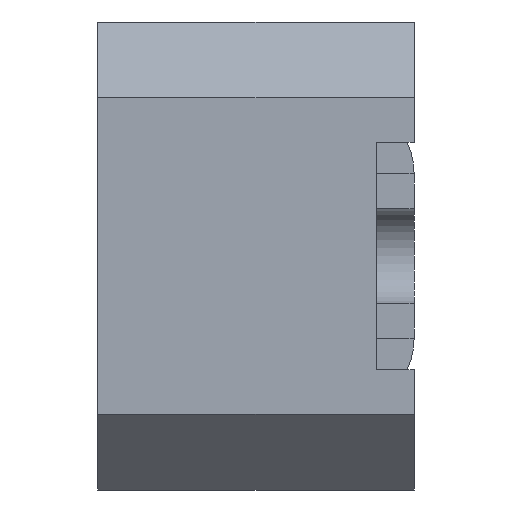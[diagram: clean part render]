
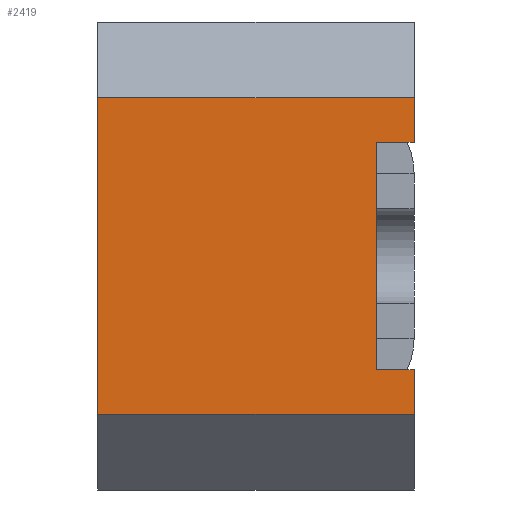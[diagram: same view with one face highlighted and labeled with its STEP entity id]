
A CAD part, left-side view. The second image highlights one B-rep face of the part: STEP entity #2419.
In plain terms, the highlighted planar face has unit normal (-1, 0, 0).
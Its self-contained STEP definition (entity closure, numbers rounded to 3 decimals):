
#155 = LINE ( 'NONE', #1088, #4469 ) ;
#156 = EDGE_CURVE ( 'NONE', #1921, #318, #4231, .T. ) ;
#193 = LINE ( 'NONE', #663, #2455 ) ;
#220 = LINE ( 'NONE', #4970, #3556 ) ;
#289 = DIRECTION ( 'NONE',  ( 0., -1., 0. ) ) ;
#318 = VERTEX_POINT ( 'NONE', #1469 ) ;
#499 = DIRECTION ( 'NONE',  ( 0., 0., -1. ) ) ;
#663 = CARTESIAN_POINT ( 'NONE',  ( -1.85, -1.25, 1.25 ) ) ;
#755 = DIRECTION ( 'NONE',  ( 0., 1., 0. ) ) ;
#941 = DIRECTION ( 'NONE',  ( 1., 0., 0. ) ) ;
#946 = ORIENTED_EDGE ( 'NONE', *, *, #2252, .F. ) ;
#962 = CARTESIAN_POINT ( 'NONE',  ( -1.85, -2.5, 0. ) ) ;
#976 = CARTESIAN_POINT ( 'NONE',  ( -1.85, -2.35, 0.9 ) ) ;
#985 = VECTOR ( 'NONE', #3287, 1000. ) ;
#1088 = CARTESIAN_POINT ( 'NONE',  ( -1.85, -2.35, -0.9 ) ) ;
#1430 = CARTESIAN_POINT ( 'NONE',  ( -1.85, -2.2, 0. ) ) ;
#1449 = VERTEX_POINT ( 'NONE', #2698 ) ;
#1464 = EDGE_CURVE ( 'NONE', #1449, #4091, #5965, .T. ) ;
#1469 = CARTESIAN_POINT ( 'NONE',  ( -1.85, -2.5, 0.9 ) ) ;
#1577 = VECTOR ( 'NONE', #6042, 1000. ) ;
#1674 = EDGE_CURVE ( 'NONE', #1921, #5689, #1854, .T. ) ;
#1691 = ORIENTED_EDGE ( 'NONE', *, *, #2561, .F. ) ;
#1854 = LINE ( 'NONE', #1430, #1577 ) ;
#1921 = VERTEX_POINT ( 'NONE', #6084 ) ;
#1959 = CARTESIAN_POINT ( 'NONE',  ( -1.85, -2.5, -1.25 ) ) ;
#1965 = EDGE_CURVE ( 'NONE', #4765, #318, #4987, .T. ) ;
#2127 = CARTESIAN_POINT ( 'NONE',  ( -1.85, -2.5, 0. ) ) ;
#2132 = CARTESIAN_POINT ( 'NONE',  ( -1.85, -2.2, -0.9 ) ) ;
#2252 = EDGE_CURVE ( 'NONE', #4091, #4765, #193, .T. ) ;
#2346 = CARTESIAN_POINT ( 'NONE',  ( -1.85, -1.25, 0. ) ) ;
#2351 = DIRECTION ( 'NONE',  ( 0., -1., 0. ) ) ;
#2419 = ADVANCED_FACE ( 'NONE', ( #5094 ), #2751, .F. ) ;
#2442 = CARTESIAN_POINT ( 'NONE',  ( -1.85, -2.5, -0.9 ) ) ;
#2455 = VECTOR ( 'NONE', #289, 1000. ) ;
#2504 = AXIS2_PLACEMENT_3D ( 'NONE', #2346, #941, #499 ) ;
#2561 = EDGE_CURVE ( 'NONE', #5689, #3248, #155, .T. ) ;
#2698 = CARTESIAN_POINT ( 'NONE',  ( -1.85, 0., -1.25 ) ) ;
#2751 = PLANE ( 'NONE',  #2504 ) ;
#2784 = CARTESIAN_POINT ( 'NONE',  ( -1.85, 0., 1.25 ) ) ;
#2816 = EDGE_CURVE ( 'NONE', #3248, #3840, #4686, .T. ) ;
#3220 = ORIENTED_EDGE ( 'NONE', *, *, #4015, .F. ) ;
#3248 = VERTEX_POINT ( 'NONE', #2442 ) ;
#3287 = DIRECTION ( 'NONE',  ( 0., 0., -1. ) ) ;
#3556 = VECTOR ( 'NONE', #755, 1000. ) ;
#3572 = ORIENTED_EDGE ( 'NONE', *, *, #2816, .F. ) ;
#3714 = CARTESIAN_POINT ( 'NONE',  ( -1.85, 0., 0. ) ) ;
#3840 = VERTEX_POINT ( 'NONE', #1959 ) ;
#4015 = EDGE_CURVE ( 'NONE', #3840, #1449, #220, .T. ) ;
#4025 = EDGE_LOOP ( 'NONE', ( #1691, #5418, #5268, #4117, #946, #5522, #3220, #3572 ) ) ;
#4057 = VECTOR ( 'NONE', #2351, 1000. ) ;
#4091 = VERTEX_POINT ( 'NONE', #2784 ) ;
#4117 = ORIENTED_EDGE ( 'NONE', *, *, #1965, .F. ) ;
#4231 = LINE ( 'NONE', #976, #4057 ) ;
#4276 = VECTOR ( 'NONE', #5149, 1000. ) ;
#4376 = DIRECTION ( 'NONE',  ( 0., -1., 0. ) ) ;
#4469 = VECTOR ( 'NONE', #4376, 1000. ) ;
#4638 = VECTOR ( 'NONE', #5003, 1000. ) ;
#4686 = LINE ( 'NONE', #962, #4276 ) ;
#4765 = VERTEX_POINT ( 'NONE', #5409 ) ;
#4970 = CARTESIAN_POINT ( 'NONE',  ( -1.85, -1.25, -1.25 ) ) ;
#4987 = LINE ( 'NONE', #2127, #985 ) ;
#5003 = DIRECTION ( 'NONE',  ( 0., 0., 1. ) ) ;
#5094 = FACE_OUTER_BOUND ( 'NONE', #4025, .T. ) ;
#5149 = DIRECTION ( 'NONE',  ( 0., 0., -1. ) ) ;
#5268 = ORIENTED_EDGE ( 'NONE', *, *, #156, .T. ) ;
#5409 = CARTESIAN_POINT ( 'NONE',  ( -1.85, -2.5, 1.25 ) ) ;
#5418 = ORIENTED_EDGE ( 'NONE', *, *, #1674, .F. ) ;
#5522 = ORIENTED_EDGE ( 'NONE', *, *, #1464, .F. ) ;
#5689 = VERTEX_POINT ( 'NONE', #2132 ) ;
#5965 = LINE ( 'NONE', #3714, #4638 ) ;
#6042 = DIRECTION ( 'NONE',  ( 0., 0., -1. ) ) ;
#6084 = CARTESIAN_POINT ( 'NONE',  ( -1.85, -2.2, 0.9 ) ) ;
